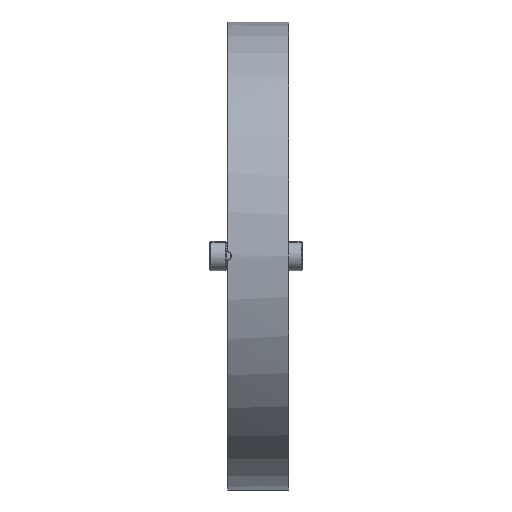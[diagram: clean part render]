
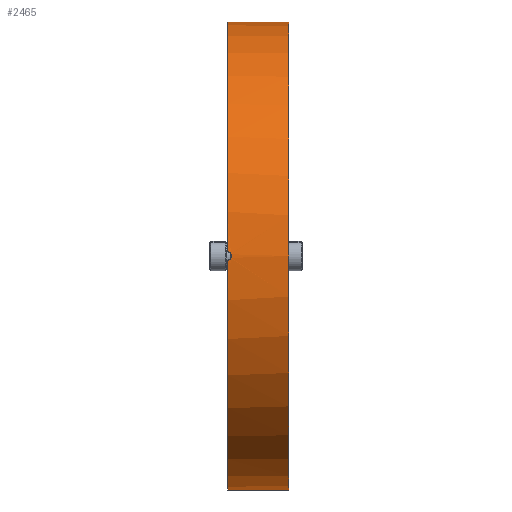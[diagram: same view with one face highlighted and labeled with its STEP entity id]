
A CAD part, left-side view. The second image highlights one B-rep face of the part: STEP entity #2465.
In plain terms, the highlighted cylindrical face has radius 57.15 mm (diameter 114.3 mm), a partial arc.
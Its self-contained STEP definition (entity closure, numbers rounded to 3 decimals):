
#3 = CIRCLE ( 'NONE', #1286, 57.15 ) ;
#17 = CARTESIAN_POINT ( 'NONE',  ( 0., 0., 57.15 ) ) ;
#36 = CARTESIAN_POINT ( 'NONE',  ( 0., -15., 57.15 ) ) ;
#63 = CARTESIAN_POINT ( 'NONE',  ( -57.143, -0.521, -0.893 ) ) ;
#64 = DIRECTION ( 'NONE',  ( 0., 1., 0. ) ) ;
#98 = CIRCLE ( 'NONE', #2643, 57.15 ) ;
#130 = EDGE_CURVE ( 'NONE', #1563, #219, #218, .T. ) ;
#139 = CARTESIAN_POINT ( 'NONE',  ( -57.143, -0.504, 0.874 ) ) ;
#218 = B_SPLINE_CURVE_WITH_KNOTS ( 'NONE', 3,
 ( #593, #2081, #1901, #139, #854, #2088, #2769, #401, #2302, #1462, #1665, #518, #312, #63, #1310, #2333 ),
 .UNSPECIFIED., .F., .F.,
 ( 4, 2, 2, 2, 2, 2, 2, 4 ),
 ( 0., 0., 0.001, 0.001, 0.002, 0.002, 0.002, 0.003 ),
 .UNSPECIFIED. ) ;
#219 = VERTEX_POINT ( 'NONE', #2845 ) ;
#234 = DIRECTION ( 'NONE',  ( 0., 0., 1. ) ) ;
#312 = CARTESIAN_POINT ( 'NONE',  ( -57.147, -0.801, -0.613 ) ) ;
#401 = CARTESIAN_POINT ( 'NONE',  ( -57.15, -0.974, 0.263 ) ) ;
#451 = FACE_OUTER_BOUND ( 'NONE', #2724, .T. ) ;
#518 = CARTESIAN_POINT ( 'NONE',  ( -57.148, -0.874, -0.503 ) ) ;
#593 = CARTESIAN_POINT ( 'NONE',  ( -57.141, 0., 1. ) ) ;
#604 = EDGE_CURVE ( 'NONE', #2534, #219, #3, .T. ) ;
#610 = VERTEX_POINT ( 'NONE', #36 ) ;
#649 = DIRECTION ( 'NONE',  ( 0., 0., 1. ) ) ;
#697 = EDGE_CURVE ( 'NONE', #1563, #804, #1356, .T. ) ;
#794 = CARTESIAN_POINT ( 'NONE',  ( 0., 0., 0. ) ) ;
#803 = CARTESIAN_POINT ( 'NONE',  ( 0., 0., 0. ) ) ;
#804 = VERTEX_POINT ( 'NONE', #17 ) ;
#820 = CARTESIAN_POINT ( 'NONE',  ( 0., -15., 0. ) ) ;
#824 = CARTESIAN_POINT ( 'NONE',  ( -57.141, 0., 1. ) ) ;
#854 = CARTESIAN_POINT ( 'NONE',  ( -57.144, -0.615, 0.799 ) ) ;
#898 = ORIENTED_EDGE ( 'NONE', *, *, #2644, .T. ) ;
#989 = DIRECTION ( 'NONE',  ( 0., 0., 1. ) ) ;
#1038 = DIRECTION ( 'NONE',  ( 0., 0., 1. ) ) ;
#1134 = ORIENTED_EDGE ( 'NONE', *, *, #697, .F. ) ;
#1233 = VECTOR ( 'NONE', #2804, 1000. ) ;
#1286 = AXIS2_PLACEMENT_3D ( 'NONE', #803, #1375, #649 ) ;
#1310 = CARTESIAN_POINT ( 'NONE',  ( -57.141, -0.264, -1. ) ) ;
#1322 = ORIENTED_EDGE ( 'NONE', *, *, #1533, .T. ) ;
#1352 = AXIS2_PLACEMENT_3D ( 'NONE', #1992, #2874, #234 ) ;
#1356 = CIRCLE ( 'NONE', #1855, 57.15 ) ;
#1375 = DIRECTION ( 'NONE',  ( 0., 1., 0. ) ) ;
#1462 = CARTESIAN_POINT ( 'NONE',  ( -57.15, -1., -0.13 ) ) ;
#1533 = EDGE_CURVE ( 'NONE', #2053, #610, #98, .T. ) ;
#1563 = VERTEX_POINT ( 'NONE', #824 ) ;
#1567 = CYLINDRICAL_SURFACE ( 'NONE', #1352, 57.15 ) ;
#1596 = VECTOR ( 'NONE', #64, 1000. ) ;
#1665 = CARTESIAN_POINT ( 'NONE',  ( -57.15, -0.974, -0.261 ) ) ;
#1692 = ORIENTED_EDGE ( 'NONE', *, *, #130, .T. ) ;
#1804 = CARTESIAN_POINT ( 'NONE',  ( 0., 0., -57.15 ) ) ;
#1832 = ORIENTED_EDGE ( 'NONE', *, *, #1891, .F. ) ;
#1843 = LINE ( 'NONE', #2372, #1233 ) ;
#1855 = AXIS2_PLACEMENT_3D ( 'NONE', #794, #2480, #989 ) ;
#1891 = EDGE_CURVE ( 'NONE', #2053, #2534, #1843, .T. ) ;
#1901 = CARTESIAN_POINT ( 'NONE',  ( -57.142, -0.262, 0.974 ) ) ;
#1987 = CARTESIAN_POINT ( 'NONE',  ( 0., -15., -57.15 ) ) ;
#1992 = CARTESIAN_POINT ( 'NONE',  ( 0., -15., 0. ) ) ;
#2053 = VERTEX_POINT ( 'NONE', #1987 ) ;
#2060 = CARTESIAN_POINT ( 'NONE',  ( 0., -15., 57.15 ) ) ;
#2081 = CARTESIAN_POINT ( 'NONE',  ( -57.141, -0.132, 1. ) ) ;
#2088 = CARTESIAN_POINT ( 'NONE',  ( -57.147, -0.799, 0.615 ) ) ;
#2302 = CARTESIAN_POINT ( 'NONE',  ( -57.15, -1., 0.131 ) ) ;
#2324 = LINE ( 'NONE', #2060, #1596 ) ;
#2333 = CARTESIAN_POINT ( 'NONE',  ( -57.141, 0., -1. ) ) ;
#2354 = DIRECTION ( 'NONE',  ( 0., 1., 0. ) ) ;
#2372 = CARTESIAN_POINT ( 'NONE',  ( 0., -15., -57.15 ) ) ;
#2465 = ADVANCED_FACE ( 'NONE', ( #451 ), #1567, .T. ) ;
#2480 = DIRECTION ( 'NONE',  ( 0., 1., 0. ) ) ;
#2534 = VERTEX_POINT ( 'NONE', #1804 ) ;
#2601 = ORIENTED_EDGE ( 'NONE', *, *, #604, .F. ) ;
#2643 = AXIS2_PLACEMENT_3D ( 'NONE', #820, #2354, #1038 ) ;
#2644 = EDGE_CURVE ( 'NONE', #610, #804, #2324, .T. ) ;
#2724 = EDGE_LOOP ( 'NONE', ( #1832, #1322, #898, #1134, #1692, #2601 ) ) ;
#2769 = CARTESIAN_POINT ( 'NONE',  ( -57.148, -0.874, 0.503 ) ) ;
#2804 = DIRECTION ( 'NONE',  ( 0., 1., 0. ) ) ;
#2845 = CARTESIAN_POINT ( 'NONE',  ( -57.141, 0., -1. ) ) ;
#2874 = DIRECTION ( 'NONE',  ( 0., 1., 0. ) ) ;
